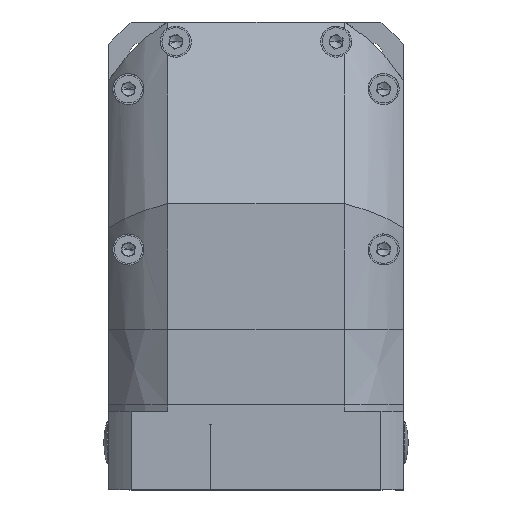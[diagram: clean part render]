
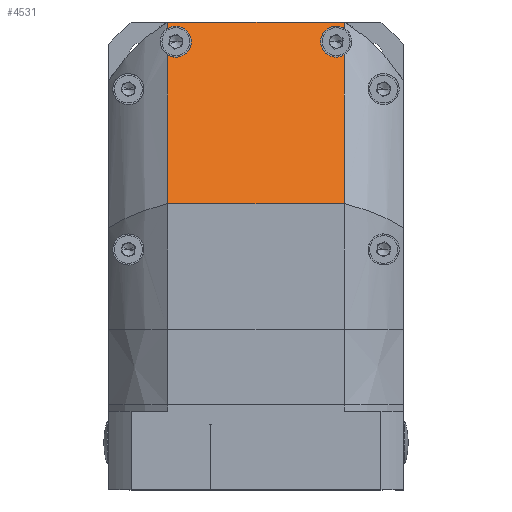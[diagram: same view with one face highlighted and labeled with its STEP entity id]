
A CAD part, left-side view. The second image highlights one B-rep face of the part: STEP entity #4531.
In plain terms, the highlighted planar face has unit normal (-0.707, 0, 0.707).
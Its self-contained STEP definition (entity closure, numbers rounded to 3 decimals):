
#842 = CARTESIAN_POINT ( 'NONE',  ( -111.75, 24.5, 34.25 ) ) ;
#851 = CARTESIAN_POINT ( 'NONE',  ( -102.25, -24.5, 43.75 ) ) ;
#852 = CARTESIAN_POINT ( 'NONE',  ( -102.987, -27.042, 43.013 ) ) ;
#854 = CARTESIAN_POINT ( 'NONE',  ( -111.013, -27.042, 34.987 ) ) ;
#896 = CARTESIAN_POINT ( 'NONE',  ( -101., -27.042, 45. ) ) ;
#899 = CARTESIAN_POINT ( 'NONE',  ( -156.5, -27.042, -10.5 ) ) ;
#900 = CARTESIAN_POINT ( 'NONE',  ( -111.013, 27.042, 34.987 ) ) ;
#901 = CARTESIAN_POINT ( 'NONE',  ( -101., 27.042, 45. ) ) ;
#902 = CARTESIAN_POINT ( 'NONE',  ( -102.987, 27.042, 43.013 ) ) ;
#905 = CARTESIAN_POINT ( 'NONE',  ( -156.5, 27.042, -10.5 ) ) ;
#3798 =( BOUNDED_CURVE ( )  B_SPLINE_CURVE ( 3, ( #18088, #18090, #18098, #18099 ),
 .UNSPECIFIED., .F., .F. ) 
 B_SPLINE_CURVE_WITH_KNOTS ( ( 4, 4 ),
 ( 3.142, 6.283 ),
 .UNSPECIFIED. ) 
 CURVE ( )  GEOMETRIC_REPRESENTATION_ITEM ( )  RATIONAL_B_SPLINE_CURVE ( ( 1., 0.333, 0.333, 1. ) ) 
 REPRESENTATION_ITEM ( '' )  );
#3799 =( BOUNDED_CURVE ( )  B_SPLINE_CURVE ( 3, ( #18089, #18084, #18086, #18091 ),
 .UNSPECIFIED., .F., .F. ) 
 B_SPLINE_CURVE_WITH_KNOTS ( ( 4, 4 ),
 ( 3.142, 3.706 ),
 .UNSPECIFIED. ) 
 CURVE ( )  GEOMETRIC_REPRESENTATION_ITEM ( )  RATIONAL_B_SPLINE_CURVE ( ( 1., 0.974, 0.974, 1. ) ) 
 REPRESENTATION_ITEM ( '' )  );
#3800 =( BOUNDED_CURVE ( )  B_SPLINE_CURVE ( 3, ( #18085, #18070, #18071, #18087 ),
 .UNSPECIFIED., .F., .F. ) 
 B_SPLINE_CURVE_WITH_KNOTS ( ( 4, 4 ),
 ( 5.719, 6.283 ),
 .UNSPECIFIED. ) 
 CURVE ( )  GEOMETRIC_REPRESENTATION_ITEM ( )  RATIONAL_B_SPLINE_CURVE ( ( 1., 0.974, 0.974, 1. ) ) 
 REPRESENTATION_ITEM ( '' )  );
#3803 =( BOUNDED_CURVE ( )  B_SPLINE_CURVE ( 3, ( #17883, #17881, #17876, #17884 ),
 .UNSPECIFIED., .F., .F. ) 
 B_SPLINE_CURVE_WITH_KNOTS ( ( 4, 4 ),
 ( 2.577, 3.142 ),
 .UNSPECIFIED. ) 
 CURVE ( )  GEOMETRIC_REPRESENTATION_ITEM ( )  RATIONAL_B_SPLINE_CURVE ( ( 1., 0.974, 0.974, 1. ) ) 
 REPRESENTATION_ITEM ( '' )  );
#3804 =( BOUNDED_CURVE ( )  B_SPLINE_CURVE ( 3, ( #17871, #17869, #17865, #17872 ),
 .UNSPECIFIED., .F., .F. ) 
 B_SPLINE_CURVE_WITH_KNOTS ( ( 4, 4 ),
 ( 0., 0.565 ),
 .UNSPECIFIED. ) 
 CURVE ( )  GEOMETRIC_REPRESENTATION_ITEM ( )  RATIONAL_B_SPLINE_CURVE ( ( 1., 0.974, 0.974, 1. ) ) 
 REPRESENTATION_ITEM ( '' )  );
#4531 = ADVANCED_FACE ( 'NONE', ( #14681 ), #15036, .F. ) ;
#4964 = EDGE_CURVE ( 'NONE', #8944, #8946, #3804, .T. ) ;
#4968 = EDGE_CURVE ( 'NONE', #8952, #7633, #3803, .T. ) ;
#5021 = EDGE_CURVE ( 'NONE', #9046, #9042, #16504, .T. ) ;
#5023 = EDGE_CURVE ( 'NONE', #9048, #9050, #16508, .T. ) ;
#5024 = EDGE_CURVE ( 'NONE', #9050, #7589, #3800, .T. ) ;
#5025 = EDGE_CURVE ( 'NONE', #8938, #9044, #3799, .T. ) ;
#5026 = EDGE_CURVE ( 'NONE', #9044, #9046, #16511, .T. ) ;
#5027 = EDGE_CURVE ( 'NONE', #9042, #8952, #16513, .T. ) ;
#5028 = EDGE_CURVE ( 'NONE', #7633, #8944, #3798, .T. ) ;
#5029 = EDGE_CURVE ( 'NONE', #8946, #9036, #16515, .T. ) ;
#5030 = EDGE_CURVE ( 'NONE', #9048, #9036, #16516, .T. ) ;
#7185 = EDGE_CURVE ( 'NONE', #7589, #8938, #22056, .T. ) ;
#7589 = VERTEX_POINT ( 'NONE', #22839 ) ;
#7633 = VERTEX_POINT ( 'NONE', #22861 ) ;
#8212 = EDGE_LOOP ( 'NONE', ( #9134, #9136, #9138, #9140, #9142, #9144, #9146, #9148, #9150, #9152, #9154, #9156 ) ) ;
#8938 = VERTEX_POINT ( 'NONE', #842 ) ;
#8944 = VERTEX_POINT ( 'NONE', #851 ) ;
#8946 = VERTEX_POINT ( 'NONE', #852 ) ;
#8952 = VERTEX_POINT ( 'NONE', #854 ) ;
#9036 = VERTEX_POINT ( 'NONE', #896 ) ;
#9042 = VERTEX_POINT ( 'NONE', #899 ) ;
#9044 = VERTEX_POINT ( 'NONE', #900 ) ;
#9046 = VERTEX_POINT ( 'NONE', #905 ) ;
#9048 = VERTEX_POINT ( 'NONE', #901 ) ;
#9050 = VERTEX_POINT ( 'NONE', #902 ) ;
#9134 = ORIENTED_EDGE ( 'NONE', *, *, #5023, .T. ) ;
#9136 = ORIENTED_EDGE ( 'NONE', *, *, #5024, .T. ) ;
#9138 = ORIENTED_EDGE ( 'NONE', *, *, #7185, .T. ) ;
#9140 = ORIENTED_EDGE ( 'NONE', *, *, #5025, .T. ) ;
#9142 = ORIENTED_EDGE ( 'NONE', *, *, #5026, .T. ) ;
#9144 = ORIENTED_EDGE ( 'NONE', *, *, #5021, .T. ) ;
#9146 = ORIENTED_EDGE ( 'NONE', *, *, #5027, .T. ) ;
#9148 = ORIENTED_EDGE ( 'NONE', *, *, #4968, .T. ) ;
#9150 = ORIENTED_EDGE ( 'NONE', *, *, #5028, .T. ) ;
#9152 = ORIENTED_EDGE ( 'NONE', *, *, #4964, .T. ) ;
#9154 = ORIENTED_EDGE ( 'NONE', *, *, #5029, .T. ) ;
#9156 = ORIENTED_EDGE ( 'NONE', *, *, #5030, .F. ) ;
#13804 = AXIS2_PLACEMENT_3D ( 'NONE', #15017, #15038, #15039 ) ;
#14681 = FACE_OUTER_BOUND ( 'NONE', #8212, .T. ) ;
#15017 = CARTESIAN_POINT ( 'NONE',  ( -101., 45., 45. ) ) ;
#15036 = PLANE ( 'NONE',  #13804 ) ;
#15038 = DIRECTION ( 'NONE',  ( 0.707, 0., -0.707 ) ) ;
#15039 = DIRECTION ( 'NONE',  ( -0.707, 0., -0.707 ) ) ;
#16501 = VECTOR ( 'NONE', #18093, 1000. ) ;
#16504 = LINE ( 'NONE', #18078, #16507 ) ;
#16507 = VECTOR ( 'NONE', #18079, 1000. ) ;
#16508 = LINE ( 'NONE', #18082, #16510 ) ;
#16510 = VECTOR ( 'NONE', #18083, 1000. ) ;
#16511 = LINE ( 'NONE', #18092, #16501 ) ;
#16513 = LINE ( 'NONE', #18094, #16514 ) ;
#16514 = VECTOR ( 'NONE', #18095, 1000. ) ;
#16515 = LINE ( 'NONE', #18100, #16517 ) ;
#16516 = LINE ( 'NONE', #18102, #16519 ) ;
#16517 = VECTOR ( 'NONE', #18101, 1000. ) ;
#16519 = VECTOR ( 'NONE', #18103, 1000. ) ;
#17865 = CARTESIAN_POINT ( 'NONE',  ( -102.502, -26.276, 43.498 ) ) ;
#17869 = CARTESIAN_POINT ( 'NONE',  ( -102.25, -25.406, 43.75 ) ) ;
#17871 = CARTESIAN_POINT ( 'NONE',  ( -102.25, -24.5, 43.75 ) ) ;
#17872 = CARTESIAN_POINT ( 'NONE',  ( -102.987, -27.042, 43.013 ) ) ;
#17876 = CARTESIAN_POINT ( 'NONE',  ( -111.75, -25.406, 34.25 ) ) ;
#17881 = CARTESIAN_POINT ( 'NONE',  ( -111.498, -26.276, 34.502 ) ) ;
#17883 = CARTESIAN_POINT ( 'NONE',  ( -111.013, -27.042, 34.987 ) ) ;
#17884 = CARTESIAN_POINT ( 'NONE',  ( -111.75, -24.5, 34.25 ) ) ;
#18070 = CARTESIAN_POINT ( 'NONE',  ( -102.502, 26.276, 43.498 ) ) ;
#18071 = CARTESIAN_POINT ( 'NONE',  ( -102.25, 25.406, 43.75 ) ) ;
#18078 = CARTESIAN_POINT ( 'NONE',  ( -156.5, 45., -10.5 ) ) ;
#18079 = DIRECTION ( 'NONE',  ( 0., -1., 0. ) ) ;
#18082 = CARTESIAN_POINT ( 'NONE',  ( -70.5, 27.042, 75.5 ) ) ;
#18083 = DIRECTION ( 'NONE',  ( -0.707, 0., -0.707 ) ) ;
#18084 = CARTESIAN_POINT ( 'NONE',  ( -111.75, 25.406, 34.25 ) ) ;
#18085 = CARTESIAN_POINT ( 'NONE',  ( -102.987, 27.042, 43.013 ) ) ;
#18086 = CARTESIAN_POINT ( 'NONE',  ( -111.498, 26.276, 34.502 ) ) ;
#18087 = CARTESIAN_POINT ( 'NONE',  ( -102.25, 24.5, 43.75 ) ) ;
#18088 = CARTESIAN_POINT ( 'NONE',  ( -111.75, -24.5, 34.25 ) ) ;
#18089 = CARTESIAN_POINT ( 'NONE',  ( -111.75, 24.5, 34.25 ) ) ;
#18090 = CARTESIAN_POINT ( 'NONE',  ( -111.75, -15., 34.25 ) ) ;
#18091 = CARTESIAN_POINT ( 'NONE',  ( -111.013, 27.042, 34.987 ) ) ;
#18092 = CARTESIAN_POINT ( 'NONE',  ( -70.5, 27.042, 75.5 ) ) ;
#18093 = DIRECTION ( 'NONE',  ( -0.707, 0., -0.707 ) ) ;
#18094 = CARTESIAN_POINT ( 'NONE',  ( -70.5, -27.042, 75.5 ) ) ;
#18095 = DIRECTION ( 'NONE',  ( 0.707, 0., 0.707 ) ) ;
#18098 = CARTESIAN_POINT ( 'NONE',  ( -102.25, -15., 43.75 ) ) ;
#18099 = CARTESIAN_POINT ( 'NONE',  ( -102.25, -24.5, 43.75 ) ) ;
#18100 = CARTESIAN_POINT ( 'NONE',  ( -70.5, -27.042, 75.5 ) ) ;
#18101 = DIRECTION ( 'NONE',  ( 0.707, 0., 0.707 ) ) ;
#18102 = CARTESIAN_POINT ( 'NONE',  ( -101., 45., 45. ) ) ;
#18103 = DIRECTION ( 'NONE',  ( 0., -1., 0. ) ) ;
#22056 =( BOUNDED_CURVE ( )  B_SPLINE_CURVE ( 3, ( #22766, #22767, #22774, #22775 ),
 .UNSPECIFIED., .F., .F. ) 
 B_SPLINE_CURVE_WITH_KNOTS ( ( 4, 4 ),
 ( 0., 3.142 ),
 .UNSPECIFIED. ) 
 CURVE ( )  GEOMETRIC_REPRESENTATION_ITEM ( )  RATIONAL_B_SPLINE_CURVE ( ( 1., 0.333, 0.333, 1. ) ) 
 REPRESENTATION_ITEM ( '' )  );
#22766 = CARTESIAN_POINT ( 'NONE',  ( -102.25, 24.5, 43.75 ) ) ;
#22767 = CARTESIAN_POINT ( 'NONE',  ( -102.25, 15., 43.75 ) ) ;
#22774 = CARTESIAN_POINT ( 'NONE',  ( -111.75, 15., 34.25 ) ) ;
#22775 = CARTESIAN_POINT ( 'NONE',  ( -111.75, 24.5, 34.25 ) ) ;
#22839 = CARTESIAN_POINT ( 'NONE',  ( -102.25, 24.5, 43.75 ) ) ;
#22861 = CARTESIAN_POINT ( 'NONE',  ( -111.75, -24.5, 34.25 ) ) ;
